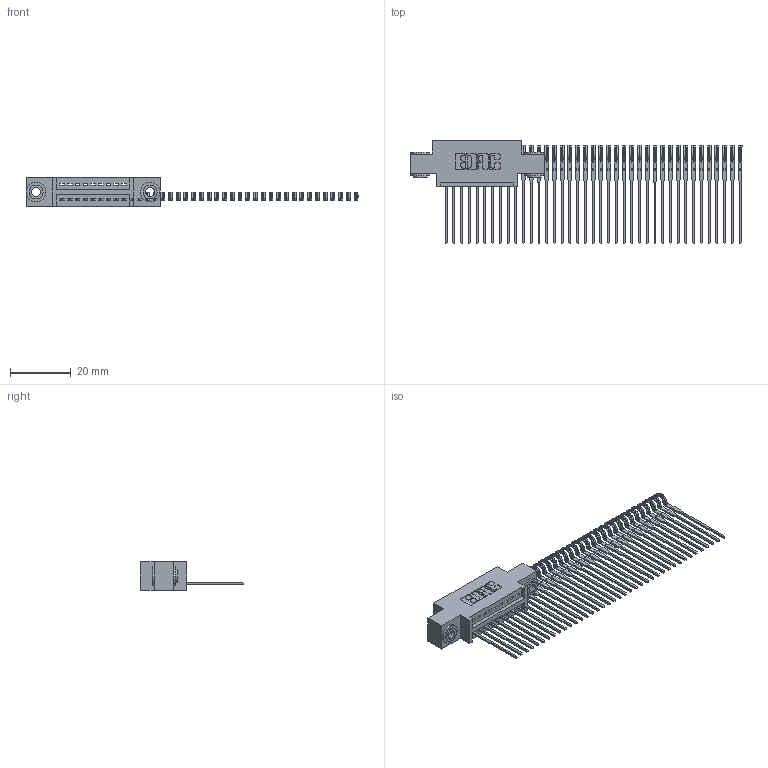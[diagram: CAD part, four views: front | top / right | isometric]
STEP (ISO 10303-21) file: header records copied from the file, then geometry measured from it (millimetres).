
FILE_DESCRIPTION (( 'STEP AP203' ), '1' );
FILE_NAME ('345-039-541-603.STEP', '2018-08-31T23:54:40', ( '' ), ( '' ), 'SwSTEP 2.0', 'SolidWorks 2016', '' );
FILE_SCHEMA (( 'CONFIG_CONTROL_DESIGN' ));
Length unit declared in the file: inch
Products named in the file (4): 345-292-001_345-293-141; 345-250-002_345-250-002-102; 345-039-541-603; 345 Part_0.170 Offset - 0.156 Dia-TH
Assembly tree (42 placements, depth 2):
  345-039-541-603
    345 Part_0.170 Offset - 0.156 Dia-TH
    345-292-001_345-293-141  x39
    345-250-002_345-250-002-102  x2
Bounding box: 109.03 x 33.96 x 9.4 mm (x, y, z)
Volume: 4293.6 mm3; surface area: 8179.9 mm2
Topology: 42 solids, 42 shells, 1950 faces, 5673 edges, 3726 vertices
Faces by surface type: plane 1234, cylinder 708, cone 8
Entity records: 12976 total; most frequent: CARTESIAN_POINT 2092, ORIENTED_EDGE 1998, DIRECTION 1939, EDGE_CURVE 999, LINE 807, VECTOR 807, VERTEX_POINT 662, AXIS2_PLACEMENT_3D 566
